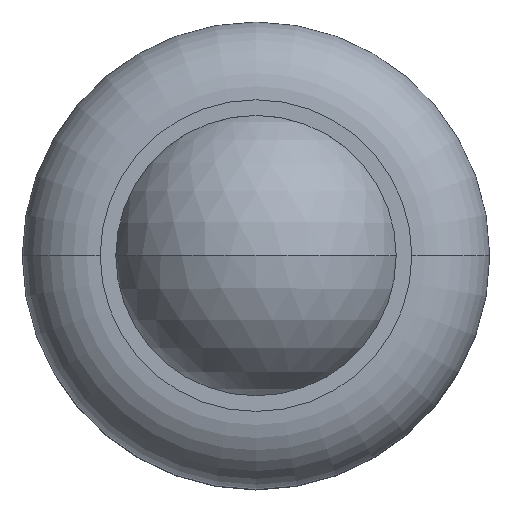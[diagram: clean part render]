
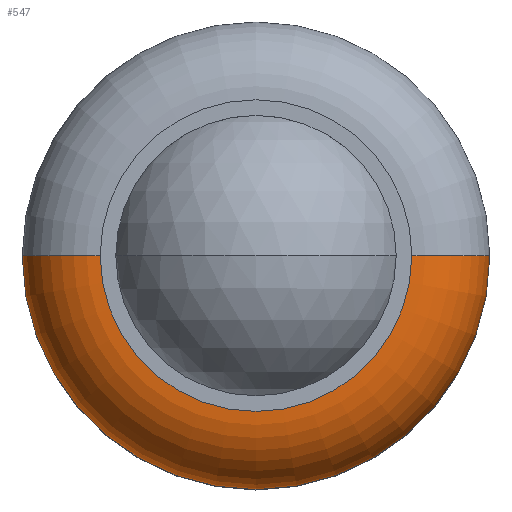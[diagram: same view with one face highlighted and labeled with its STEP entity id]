
A CAD part, top view. The second image highlights one B-rep face of the part: STEP entity #547.
In plain terms, the highlighted toroidal (fillet/blend) face has major radius 5 mm and minor radius 2.5 mm.
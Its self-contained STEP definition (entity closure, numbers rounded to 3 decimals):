
#16 = EDGE_CURVE ( 'NONE', #84, #287, #32, .T. ) ;
#32 = CIRCLE ( 'NONE', #360, 2.5 ) ;
#71 = FACE_OUTER_BOUND ( 'NONE', #493, .T. ) ;
#84 = VERTEX_POINT ( 'NONE', #633 ) ;
#113 = DIRECTION ( 'NONE',  ( -1., 0., 0. ) ) ;
#134 = VERTEX_POINT ( 'NONE', #620 ) ;
#159 = DIRECTION ( 'NONE',  ( 0., 0., -1. ) ) ;
#164 = EDGE_CURVE ( 'NONE', #521, #134, #839, .T. ) ;
#173 = DIRECTION ( 'NONE',  ( -1., 0., 0. ) ) ;
#191 = CARTESIAN_POINT ( 'NONE',  ( 0., 0., 9. ) ) ;
#199 = CIRCLE ( 'NONE', #399, 7.5 ) ;
#232 = CARTESIAN_POINT ( 'NONE',  ( -5., 0., 6.5 ) ) ;
#248 = CARTESIAN_POINT ( 'NONE',  ( 0., 0., 6.5 ) ) ;
#253 = CARTESIAN_POINT ( 'NONE',  ( 7.5, 0., 6.5 ) ) ;
#267 = CIRCLE ( 'NONE', #669, 5. ) ;
#287 = VERTEX_POINT ( 'NONE', #253 ) ;
#332 = DIRECTION ( 'NONE',  ( -1., 0., 0. ) ) ;
#338 = ORIENTED_EDGE ( 'NONE', *, *, #16, .F. ) ;
#342 = DIRECTION ( 'NONE',  ( 0., 1., 0. ) ) ;
#360 = AXIS2_PLACEMENT_3D ( 'NONE', #537, #342, #795 ) ;
#364 = AXIS2_PLACEMENT_3D ( 'NONE', #232, #684, #159 ) ;
#399 = AXIS2_PLACEMENT_3D ( 'NONE', #818, #695, #173 ) ;
#412 = CARTESIAN_POINT ( 'NONE',  ( -5., 0., 9. ) ) ;
#493 = EDGE_LOOP ( 'NONE', ( #338, #907, #946, #526 ) ) ;
#508 = EDGE_CURVE ( 'NONE', #84, #521, #267, .T. ) ;
#521 = VERTEX_POINT ( 'NONE', #412 ) ;
#526 = ORIENTED_EDGE ( 'NONE', *, *, #646, .F. ) ;
#537 = CARTESIAN_POINT ( 'NONE',  ( 5., 0., 6.5 ) ) ;
#547 = ADVANCED_FACE ( 'NONE', ( #71 ), #650, .T. ) ;
#620 = CARTESIAN_POINT ( 'NONE',  ( -7.5, 0., 6.5 ) ) ;
#633 = CARTESIAN_POINT ( 'NONE',  ( 5., 0., 9. ) ) ;
#644 = DIRECTION ( 'NONE',  ( 0., 0., -1. ) ) ;
#646 = EDGE_CURVE ( 'NONE', #287, #134, #199, .T. ) ;
#650 = TOROIDAL_SURFACE ( 'NONE', #764, 5., 2.5 ) ;
#669 = AXIS2_PLACEMENT_3D ( 'NONE', #191, #644, #113 ) ;
#684 = DIRECTION ( 'NONE',  ( 0., -1., 0. ) ) ;
#695 = DIRECTION ( 'NONE',  ( 0., 0., -1. ) ) ;
#706 = DIRECTION ( 'NONE',  ( 0., 0., -1. ) ) ;
#764 = AXIS2_PLACEMENT_3D ( 'NONE', #248, #706, #332 ) ;
#795 = DIRECTION ( 'NONE',  ( -1., 0., 0. ) ) ;
#818 = CARTESIAN_POINT ( 'NONE',  ( 0., 0., 6.5 ) ) ;
#839 = CIRCLE ( 'NONE', #364, 2.5 ) ;
#907 = ORIENTED_EDGE ( 'NONE', *, *, #508, .T. ) ;
#946 = ORIENTED_EDGE ( 'NONE', *, *, #164, .T. ) ;
